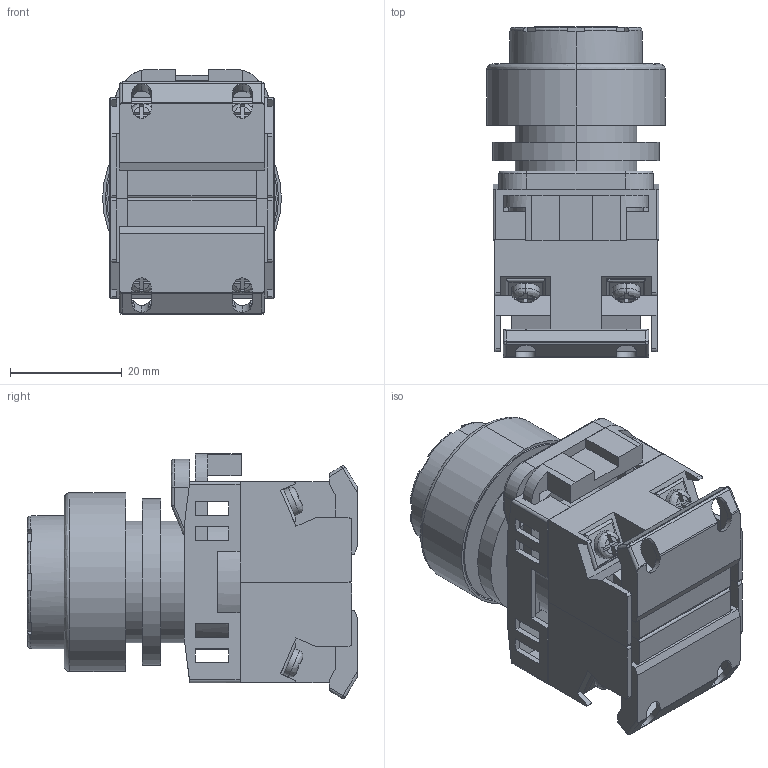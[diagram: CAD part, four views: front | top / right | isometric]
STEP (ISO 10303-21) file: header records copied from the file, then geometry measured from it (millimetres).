
FILE_DESCRIPTION (( 'STEP AP203' ), '1' );
FILE_NAME ('AR22E0L-10E3GZA.STEP', '2022-05-24T18:58:41', ( '' ), ( '' ), 'SwSTEP 2.0', 'SolidWorks 2021', '' );
FILE_SCHEMA (( 'CONFIG_CONTROL_DESIGN' ));
Length unit declared in the file: millimetre
Products named in the file (1): AR22E0L-10E3GZA
Bounding box: 32 x 59.2 x 43.81 mm (x, y, z)
Volume: 39258.7 mm3; surface area: 24549.7 mm2
Topology: 18 solids, 18 shells, 472 faces, 1290 edges, 842 vertices
Faces by surface type: plane 329, cylinder 111, bspline 32
Entity records: 15773 total; most frequent: CARTESIAN_POINT 4285, ORIENTED_EDGE 2568, DIRECTION 2109, EDGE_CURVE 1284, LINE 871, VECTOR 871, VERTEX_POINT 842, AXIS2_PLACEMENT_3D 619
